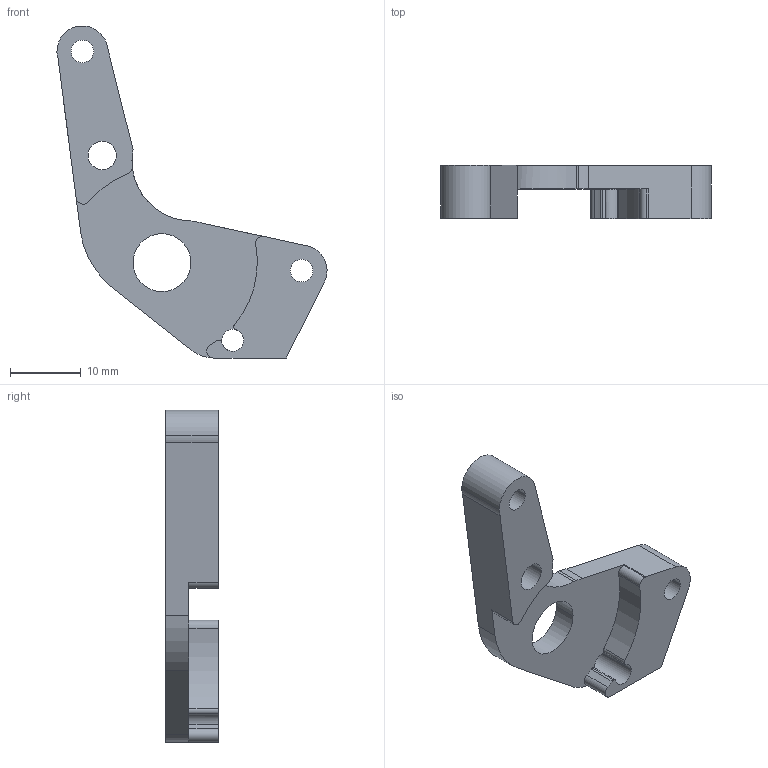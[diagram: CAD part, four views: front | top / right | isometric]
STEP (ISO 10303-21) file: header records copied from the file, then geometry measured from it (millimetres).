
FILE_DESCRIPTION (( 'STEP AP214' ), '1' );
FILE_NAME ('K3D minifeeder strong6.STEP', '2024-01-22T21:52:01', ( 'ALEX_45' ), ( '' ), 'SwSTEP 2.0', 'SolidWorks 2023', '' );
FILE_SCHEMA (( 'AUTOMOTIVE_DESIGN' ));
Length unit declared in the file: millimetre
Products named in the file (1): K3D minifeeder strong6
Bounding box: 38.24 x 7.5 x 47 mm (x, y, z)
Volume: 3298.5 mm3; surface area: 2593.8 mm2
Topology: 1 solids, 1 shells, 46 faces, 132 edges, 88 vertices
Faces by surface type: cylinder 29, plane 17
Entity records: 1590 total; most frequent: DIRECTION 284, CARTESIAN_POINT 282, ORIENTED_EDGE 264, EDGE_CURVE 132, AXIS2_PLACEMENT_3D 107, VERTEX_POINT 88, LINE 70, VECTOR 70
